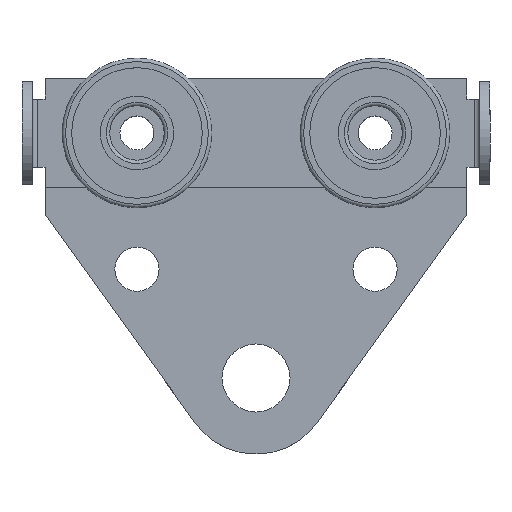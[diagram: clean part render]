
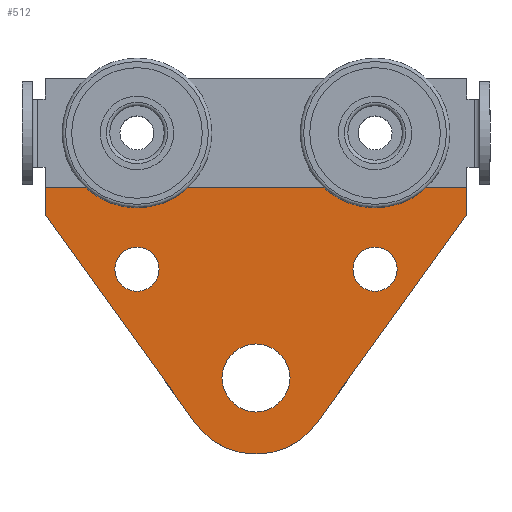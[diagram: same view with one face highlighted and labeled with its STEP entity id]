
A CAD part, top view. The second image highlights one B-rep face of the part: STEP entity #512.
In plain terms, the highlighted planar face has unit normal (0, 0, 1).
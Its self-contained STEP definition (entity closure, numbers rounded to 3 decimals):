
#512=ADVANCED_FACE('',(#2110,#2112,#2114,#2116,#2118,#2120),#2122,.T.);
#2110=FACE_BOUND('',#2111,.T.);
#2111=EDGE_LOOP('',(#3518,#3519,#3520,#3521,#3522,#3523,#3524,#3525,#3526,#3527,
#3528,#3529,#3530,#3531));
#2112=FACE_BOUND('',#2113,.T.);
#2113=EDGE_LOOP('',(#3532));
#2114=FACE_BOUND('',#2115,.T.);
#2115=EDGE_LOOP('',(#3533));
#2116=FACE_BOUND('',#2117,.T.);
#2117=EDGE_LOOP('',(#3534));
#2118=FACE_BOUND('',#2119,.T.);
#2119=EDGE_LOOP('',(#3535));
#2120=FACE_BOUND('',#2121,.T.);
#2121=EDGE_LOOP('',(#3536));
#2122=PLANE('',#2123);
#2123=AXIS2_PLACEMENT_3D('',#2124,#2125,#2126);
#2124=CARTESIAN_POINT('',(0.,0.,1.5));
#2125=DIRECTION('',(0.,0.,1.));
#2126=DIRECTION('',(1.,0.,0.));
#3518=ORIENTED_EDGE('',*,*,#4128,.T.);
#3519=ORIENTED_EDGE('',*,*,#4067,.T.);
#3520=ORIENTED_EDGE('',*,*,#4064,.T.);
#3521=ORIENTED_EDGE('',*,*,#4062,.T.);
#3522=ORIENTED_EDGE('',*,*,#4060,.T.);
#3523=ORIENTED_EDGE('',*,*,#4058,.T.);
#3524=ORIENTED_EDGE('',*,*,#4129,.F.);
#3525=ORIENTED_EDGE('',*,*,#4049,.T.);
#3526=ORIENTED_EDGE('',*,*,#4046,.T.);
#3527=ORIENTED_EDGE('',*,*,#4044,.T.);
#3528=ORIENTED_EDGE('',*,*,#4042,.T.);
#3529=ORIENTED_EDGE('',*,*,#4040,.T.);
#3530=ORIENTED_EDGE('',*,*,#4038,.T.);
#3531=ORIENTED_EDGE('',*,*,#4036,.T.);
#3532=ORIENTED_EDGE('',*,*,#4130,.F.);
#3533=ORIENTED_EDGE('',*,*,#4069,.T.);
#3534=ORIENTED_EDGE('',*,*,#4071,.T.);
#3535=ORIENTED_EDGE('',*,*,#4070,.T.);
#3536=ORIENTED_EDGE('',*,*,#4131,.F.);
#4036=EDGE_CURVE('',#4434,#4432,#4435,.T.);
#4038=EDGE_CURVE('',#4437,#4434,#4438,.T.);
#4040=EDGE_CURVE('',#4440,#4437,#4441,.T.);
#4042=EDGE_CURVE('',#4443,#4440,#4444,.T.);
#4044=EDGE_CURVE('',#4446,#4443,#4447,.T.);
#4046=EDGE_CURVE('',#4449,#4446,#4450,.T.);
#4049=EDGE_CURVE('',#4452,#4449,#4454,.T.);
#4058=EDGE_CURVE('',#4470,#4468,#4471,.T.);
#4060=EDGE_CURVE('',#4473,#4470,#4474,.T.);
#4062=EDGE_CURVE('',#4476,#4473,#4477,.T.);
#4064=EDGE_CURVE('',#4479,#4476,#4480,.T.);
#4067=EDGE_CURVE('',#4482,#4479,#4484,.T.);
#4069=EDGE_CURVE('',#4487,#4487,#4488,.T.);
#4070=EDGE_CURVE('',#4489,#4489,#4490,.F.);
#4071=EDGE_CURVE('',#4491,#4491,#4492,.F.);
#4128=EDGE_CURVE('',#4432,#4482,#4578,.T.);
#4129=EDGE_CURVE('',#4452,#4468,#4579,.T.);
#4130=EDGE_CURVE('',#4580,#4580,#4581,.T.);
#4131=EDGE_CURVE('',#4582,#4582,#4583,.T.);
#4432=VERTEX_POINT('',#5166);
#4434=VERTEX_POINT('',#5170);
#4435=LINE('',#5171,#5172);
#4437=VERTEX_POINT('',#5177);
#4438=LINE('',#5178,#5179);
#4440=VERTEX_POINT('',#5184);
#4441=LINE('',#5185,#5186);
#4443=VERTEX_POINT('',#5191);
#4444=CIRCLE('',#5192,11.);
#4446=VERTEX_POINT('',#5199);
#4447=LINE('',#5200,#5201);
#4449=VERTEX_POINT('',#5206);
#4450=LINE('',#5207,#5208);
#4452=VERTEX_POINT('',#5213);
#4454=LINE('',#5217,#5218);
#4468=VERTEX_POINT('',#5261);
#4470=VERTEX_POINT('',#5265);
#4471=LINE('',#5266,#5267);
#4473=VERTEX_POINT('',#5272);
#4474=LINE('',#5273,#5274);
#4476=VERTEX_POINT('',#5279);
#4477=LINE('',#5280,#5281);
#4479=VERTEX_POINT('',#5286);
#4480=LINE('',#5287,#5288);
#4482=VERTEX_POINT('',#5293);
#4484=LINE('',#5297,#5298);
#4487=VERTEX_POINT('',#5305);
#4488=CIRCLE('',#5306,5.);
#4489=VERTEX_POINT('',#5310);
#4490=CIRCLE('',#5311,3.25);
#4491=VERTEX_POINT('',#5315);
#4492=CIRCLE('',#5316,3.25);
#4578=LINE('',#5545,#5546);
#4579=LINE('',#5548,#5549);
#4580=VERTEX_POINT('',#5551);
#4581=CIRCLE('',#5552,4.);
#4582=VERTEX_POINT('',#5556);
#4583=CIRCLE('',#5557,4.);
#5166=CARTESIAN_POINT('',(32.1,-13.,1.5));
#5170=CARTESIAN_POINT('',(31.,-13.,1.5));
#5171=CARTESIAN_POINT('',(31.,-13.,1.5));
#5172=VECTOR('',#5173,1.);
#5173=DIRECTION('',(1.,0.,0.));
#5177=CARTESIAN_POINT('',(31.,-20.,1.5));
#5178=CARTESIAN_POINT('',(31.,-20.,1.5));
#5179=VECTOR('',#5180,1.);
#5180=DIRECTION('',(0.,1.,0.));
#5184=CARTESIAN_POINT('',(8.923,-50.623,1.5));
#5185=CARTESIAN_POINT('',(8.923,-50.623,1.5));
#5186=VECTOR('',#5187,1.);
#5187=DIRECTION('',(0.585,0.811,0.));
#5191=CARTESIAN_POINT('',(-8.923,-50.623,1.5));
#5192=AXIS2_PLACEMENT_3D('',#5193,#5194,#5195);
#5193=CARTESIAN_POINT('',(0.,-44.19,1.5));
#5194=DIRECTION('',(0.,0.,1.));
#5195=DIRECTION('',(-0.811,-0.585,0.));
#5199=CARTESIAN_POINT('',(-31.,-20.,1.5));
#5200=CARTESIAN_POINT('',(-31.,-20.,1.5));
#5201=VECTOR('',#5202,1.);
#5202=DIRECTION('',(0.585,-0.811,0.));
#5206=CARTESIAN_POINT('',(-31.,-13.,1.5));
#5207=CARTESIAN_POINT('',(-31.,-13.,1.5));
#5208=VECTOR('',#5209,1.);
#5209=DIRECTION('',(0.,-1.,0.));
#5213=CARTESIAN_POINT('',(-32.1,-13.,1.5));
#5217=CARTESIAN_POINT('',(-32.1,-13.,1.5));
#5218=VECTOR('',#5219,1.);
#5219=DIRECTION('',(1.,0.,0.));
#5261=CARTESIAN_POINT('',(-32.1,-3.,1.5));
#5265=CARTESIAN_POINT('',(-31.,-3.,1.5));
#5266=CARTESIAN_POINT('',(-31.,-3.,1.5));
#5267=VECTOR('',#5268,1.);
#5268=DIRECTION('',(-1.,0.,0.));
#5272=CARTESIAN_POINT('',(-31.,0.,1.5));
#5273=CARTESIAN_POINT('',(-31.,0.,1.5));
#5274=VECTOR('',#5275,1.);
#5275=DIRECTION('',(0.,-1.,0.));
#5279=CARTESIAN_POINT('',(31.,0.,1.5));
#5280=CARTESIAN_POINT('',(31.,0.,1.5));
#5281=VECTOR('',#5282,1.);
#5282=DIRECTION('',(-1.,0.,0.));
#5286=CARTESIAN_POINT('',(31.,-3.,1.5));
#5287=CARTESIAN_POINT('',(31.,-3.,1.5));
#5288=VECTOR('',#5289,1.);
#5289=DIRECTION('',(0.,1.,0.));
#5293=CARTESIAN_POINT('',(32.1,-3.,1.5));
#5297=CARTESIAN_POINT('',(32.1,-3.,1.5));
#5298=VECTOR('',#5299,1.);
#5299=DIRECTION('',(-1.,0.,0.));
#5305=CARTESIAN_POINT('',(-5.,-44.,1.5));
#5306=AXIS2_PLACEMENT_3D('',#5307,#5308,#5309);
#5307=CARTESIAN_POINT('',(0.,-44.,1.5));
#5308=DIRECTION('',(-0.,-0.,-1.));
#5309=DIRECTION('',(-1.,0.,0.));
#5310=CARTESIAN_POINT('',(-14.25,-28.,1.5));
#5311=AXIS2_PLACEMENT_3D('',#5312,#5313,#5314);
#5312=CARTESIAN_POINT('',(-17.5,-28.,1.5));
#5313=DIRECTION('',(0.,0.,1.));
#5314=DIRECTION('',(1.,0.,0.));
#5315=CARTESIAN_POINT('',(20.75,-28.,1.5));
#5316=AXIS2_PLACEMENT_3D('',#5317,#5318,#5319);
#5317=CARTESIAN_POINT('',(17.5,-28.,1.5));
#5318=DIRECTION('',(0.,0.,1.));
#5319=DIRECTION('',(1.,0.,0.));
#5545=CARTESIAN_POINT('',(32.1,-13.,1.5));
#5546=VECTOR('',#5547,1.);
#5547=DIRECTION('',(0.,1.,0.));
#5548=CARTESIAN_POINT('',(-32.1,-13.,1.5));
#5549=VECTOR('',#5550,1.);
#5550=DIRECTION('',(0.,1.,0.));
#5551=CARTESIAN_POINT('',(-13.5,-8.,1.5));
#5552=AXIS2_PLACEMENT_3D('',#5553,#5554,#5555);
#5553=CARTESIAN_POINT('',(-17.5,-8.,1.5));
#5554=DIRECTION('',(0.,0.,1.));
#5555=DIRECTION('',(1.,0.,0.));
#5556=CARTESIAN_POINT('',(21.5,-8.,1.5));
#5557=AXIS2_PLACEMENT_3D('',#5558,#5559,#5560);
#5558=CARTESIAN_POINT('',(17.5,-8.,1.5));
#5559=DIRECTION('',(0.,0.,1.));
#5560=DIRECTION('',(1.,0.,0.));
